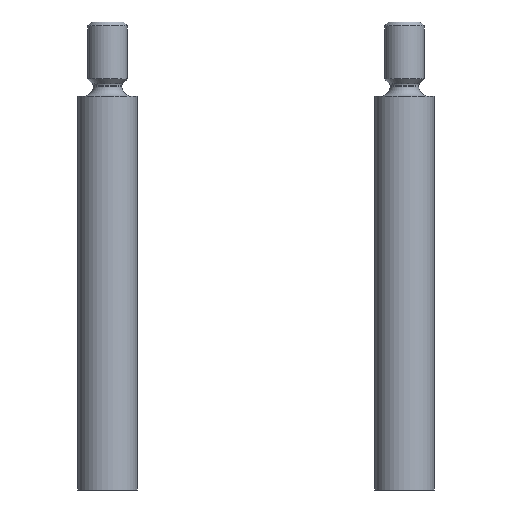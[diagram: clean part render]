
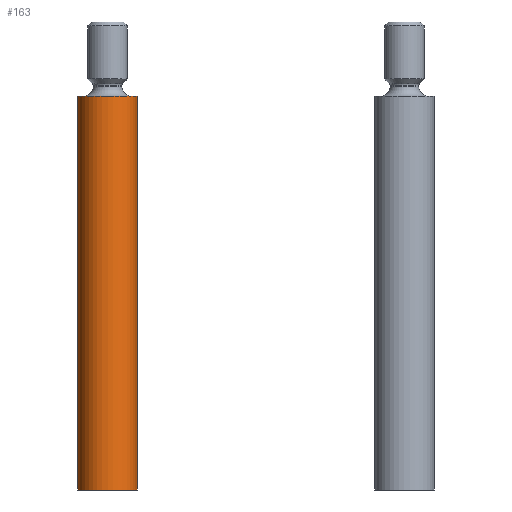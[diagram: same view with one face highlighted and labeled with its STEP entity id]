
A CAD part, front view. The second image highlights one B-rep face of the part: STEP entity #163.
In plain terms, the highlighted cylindrical face has radius 3 mm (diameter 6 mm), a full revolution.
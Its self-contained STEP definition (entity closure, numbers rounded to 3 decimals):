
#35=CYLINDRICAL_SURFACE('',#194,3.);
#42=ORIENTED_EDGE('',*,*,#68,.F.);
#43=ORIENTED_EDGE('',*,*,#66,.T.);
#66=EDGE_CURVE('',#79,#79,#93,.T.);
#68=EDGE_CURVE('',#81,#81,#95,.T.);
#79=VERTEX_POINT('',#283);
#81=VERTEX_POINT('',#288);
#93=CIRCLE('',#192,3.);
#95=CIRCLE('',#195,3.);
#108=EDGE_LOOP('',(#42));
#109=EDGE_LOOP('',(#43));
#134=FACE_BOUND('',#108,.T.);
#135=FACE_BOUND('',#109,.T.);
#163=ADVANCED_FACE('',(#134,#135),#35,.T.);
#192=AXIS2_PLACEMENT_3D('',#282,#224,#225);
#194=AXIS2_PLACEMENT_3D('',#286,#228,#229);
#195=AXIS2_PLACEMENT_3D('',#287,#230,#231);
#224=DIRECTION('',(1.,0.,0.));
#225=DIRECTION('',(0.,0.,-1.));
#228=DIRECTION('',(1.,0.,0.));
#229=DIRECTION('',(0.,0.,-1.));
#230=DIRECTION('',(1.,0.,0.));
#231=DIRECTION('',(0.,0.,-1.));
#282=CARTESIAN_POINT('',(0.,0.,0.));
#283=CARTESIAN_POINT('',(0.,0.,-3.));
#286=CARTESIAN_POINT('',(39.8,0.,0.));
#287=CARTESIAN_POINT('',(39.8,0.,0.));
#288=CARTESIAN_POINT('',(39.8,0.,-3.));
